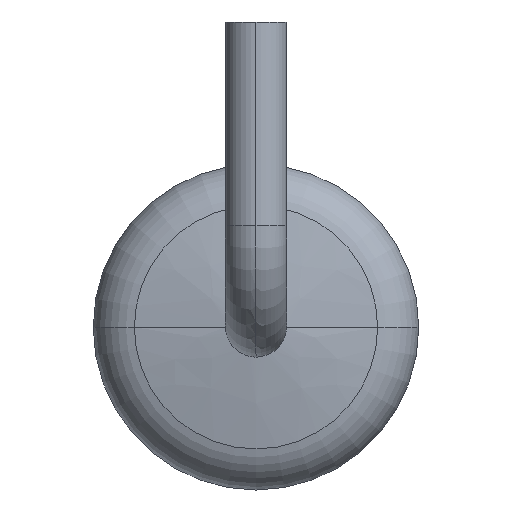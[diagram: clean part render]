
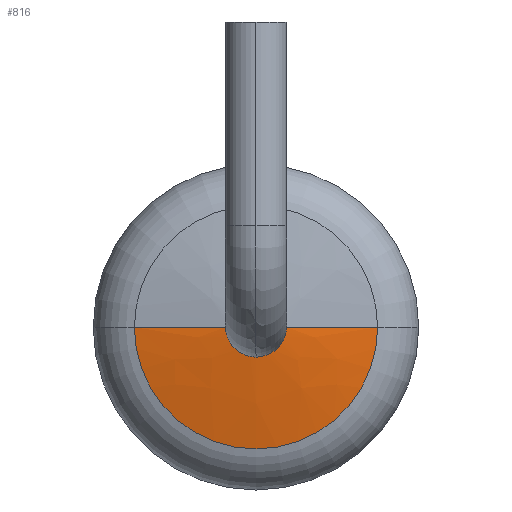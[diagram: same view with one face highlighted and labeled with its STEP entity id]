
A CAD part, left-side view. The second image highlights one B-rep face of the part: STEP entity #816.
In plain terms, the highlighted free-form (B-spline) face has degree [2, 3] with [3, 4] control points.
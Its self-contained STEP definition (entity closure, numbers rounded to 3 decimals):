
#36 = CARTESIAN_POINT ( 'NONE',  ( -5.223, 0.077, -0.294 ) ) ;
#41 = CARTESIAN_POINT ( 'NONE',  ( -5.087, 1.196, 0. ) ) ;
#78 = CARTESIAN_POINT ( 'NONE',  ( -5.222, 0.3, 0. ) ) ;
#108 = VERTEX_POINT ( 'NONE', #188 ) ;
#143 = VERTEX_POINT ( 'NONE', #387 ) ;
#144 = ORIENTED_EDGE ( 'NONE', *, *, #1106, .F. ) ;
#188 = CARTESIAN_POINT ( 'NONE',  ( -5.087, 1.196, 0. ) ) ;
#205 = ORIENTED_EDGE ( 'NONE', *, *, #215, .T. ) ;
#212 = CARTESIAN_POINT ( 'NONE',  ( -5.223, 0., -0.294 ) ) ;
#215 = EDGE_CURVE ( 'NONE', #1715, #1879, #1647, .T. ) ;
#259 = VERTEX_POINT ( 'NONE', #78 ) ;
#371 = DIRECTION ( 'NONE',  ( -1., 0., 0. ) ) ;
#374 = CARTESIAN_POINT ( 'NONE',  ( -5.087, -1.196, 0. ) ) ;
#386 = CARTESIAN_POINT ( 'NONE',  ( -5.224, -0.288, 0. ) ) ;
#387 = CARTESIAN_POINT ( 'NONE',  ( -5.223, 0., -0.294 ) ) ;
#489 = CARTESIAN_POINT ( 'NONE',  ( -5.223, 0., -0.294 ) ) ;
#557 = B_SPLINE_CURVE_WITH_KNOTS ( 'NONE', 3,
 ( #489, #846, #1382, #1224, #2063, #1034 ),
 .UNSPECIFIED., .F., .F.,
 ( 4, 2, 4 ),
 ( 0., 0.001, 0.001 ),
 .UNSPECIFIED. ) ;
#588 = CARTESIAN_POINT ( 'NONE',  ( -5.222, -0.3, 0. ) ) ;
#631 = B_SPLINE_CURVE_WITH_KNOTS ( 'NONE', 3,
 ( #1750, #749, #1264, #1433, #36, #212 ),
 .UNSPECIFIED., .F., .F.,
 ( 4, 2, 4 ),
 ( 0., 0., 0. ),
 .UNSPECIFIED. ) ;
#723 = CARTESIAN_POINT ( 'NONE',  ( -5.224, 0.288, 0. ) ) ;
#749 = CARTESIAN_POINT ( 'NONE',  ( -5.223, 0.298, -0.078 ) ) ;
#816 = ADVANCED_FACE ( 'NONE', ( #1180 ), #1292, .F. ) ;
#846 = CARTESIAN_POINT ( 'NONE',  ( -5.223, -0.077, -0.294 ) ) ;
#850 = CARTESIAN_POINT ( 'NONE',  ( -5.174, 0.751, 0. ) ) ;
#886 = CARTESIAN_POINT ( 'NONE',  ( -5.224, -0.288, -0.576 ) ) ;
#1034 = CARTESIAN_POINT ( 'NONE',  ( -5.222, -0.3, 0. ) ) ;
#1084 = CARTESIAN_POINT ( 'NONE',  ( -5.175, -0.745, 0. ) ) ;
#1106 = EDGE_CURVE ( 'NONE', #108, #259, #1127, .T. ) ;
#1127 = B_SPLINE_CURVE_WITH_KNOTS ( 'NONE', 2,
 ( #1521, #850, #1458 ),
 .UNSPECIFIED., .F., .F.,
 ( 3, 3 ),
 ( 0.255, 0.814 ),
 .UNSPECIFIED. ) ;
#1180 = FACE_OUTER_BOUND ( 'NONE', #1491, .T. ) ;
#1224 = CARTESIAN_POINT ( 'NONE',  ( -5.223, -0.265, -0.154 ) ) ;
#1230 = EDGE_CURVE ( 'NONE', #108, #1715, #1986, .T. ) ;
#1254 = CARTESIAN_POINT ( 'NONE',  ( -5.087, 1.196, -2.392 ) ) ;
#1264 = CARTESIAN_POINT ( 'NONE',  ( -5.223, 0.265, -0.154 ) ) ;
#1292 =( BOUNDED_SURFACE ( )  B_SPLINE_SURFACE ( 2, 3, ( 
 ( #41, #1254, #2123, #374 ),
 ( #1748, #1756, #1422, #1084 ),
 ( #723, #1405, #886, #386 ) ),
 .UNSPECIFIED., .F., .F., .T. ) 
 B_SPLINE_SURFACE_WITH_KNOTS ( ( 3, 3 ),
 ( 4, 4 ),
 ( 0.255, 0.822 ),
 ( 0., 1. ),
 .UNSPECIFIED. ) 
 GEOMETRIC_REPRESENTATION_ITEM ( )  RATIONAL_B_SPLINE_SURFACE ( (
 ( 1., 0.333, 0.333, 1.),
 ( 1., 0.333, 0.333, 1.),
 ( 1., 0.333, 0.333, 1.) ) ) 
 REPRESENTATION_ITEM ( '' )  SURFACE ( )  );
#1308 = CARTESIAN_POINT ( 'NONE',  ( -5.087, -1.196, 0. ) ) ;
#1339 = EDGE_CURVE ( 'NONE', #259, #143, #631, .T. ) ;
#1382 = CARTESIAN_POINT ( 'NONE',  ( -5.223, -0.154, -0.262 ) ) ;
#1394 = CARTESIAN_POINT ( 'NONE',  ( -5.087, 0., 0. ) ) ;
#1405 = CARTESIAN_POINT ( 'NONE',  ( -5.224, 0.288, -0.576 ) ) ;
#1419 = DIRECTION ( 'NONE',  ( 0., -1., 0. ) ) ;
#1422 = CARTESIAN_POINT ( 'NONE',  ( -5.175, -0.745, -1.49 ) ) ;
#1433 = CARTESIAN_POINT ( 'NONE',  ( -5.223, 0.154, -0.262 ) ) ;
#1458 = CARTESIAN_POINT ( 'NONE',  ( -5.222, 0.3, 0. ) ) ;
#1471 = CARTESIAN_POINT ( 'NONE',  ( -5.174, -0.751, 0. ) ) ;
#1491 = EDGE_LOOP ( 'NONE', ( #1821, #205, #1613, #2072, #144 ) ) ;
#1521 = CARTESIAN_POINT ( 'NONE',  ( -5.087, 1.196, 0. ) ) ;
#1613 = ORIENTED_EDGE ( 'NONE', *, *, #1795, .F. ) ;
#1647 = B_SPLINE_CURVE_WITH_KNOTS ( 'NONE', 2,
 ( #1308, #1471, #588 ),
 .UNSPECIFIED., .F., .F.,
 ( 3, 3 ),
 ( 0.255, 0.814 ),
 .UNSPECIFIED. ) ;
#1715 = VERTEX_POINT ( 'NONE', #2034 ) ;
#1748 = CARTESIAN_POINT ( 'NONE',  ( -5.175, 0.745, 0. ) ) ;
#1750 = CARTESIAN_POINT ( 'NONE',  ( -5.222, 0.3, 0. ) ) ;
#1756 = CARTESIAN_POINT ( 'NONE',  ( -5.175, 0.745, -1.49 ) ) ;
#1795 = EDGE_CURVE ( 'NONE', #143, #1879, #557, .T. ) ;
#1821 = ORIENTED_EDGE ( 'NONE', *, *, #1230, .T. ) ;
#1879 = VERTEX_POINT ( 'NONE', #2231 ) ;
#1986 = CIRCLE ( 'NONE', #1995, 1.196 ) ;
#1995 = AXIS2_PLACEMENT_3D ( 'NONE', #1394, #371, #1419 ) ;
#2034 = CARTESIAN_POINT ( 'NONE',  ( -5.087, -1.196, 0. ) ) ;
#2063 = CARTESIAN_POINT ( 'NONE',  ( -5.223, -0.298, -0.078 ) ) ;
#2072 = ORIENTED_EDGE ( 'NONE', *, *, #1339, .F. ) ;
#2123 = CARTESIAN_POINT ( 'NONE',  ( -5.087, -1.196, -2.392 ) ) ;
#2231 = CARTESIAN_POINT ( 'NONE',  ( -5.222, -0.3, 0. ) ) ;
